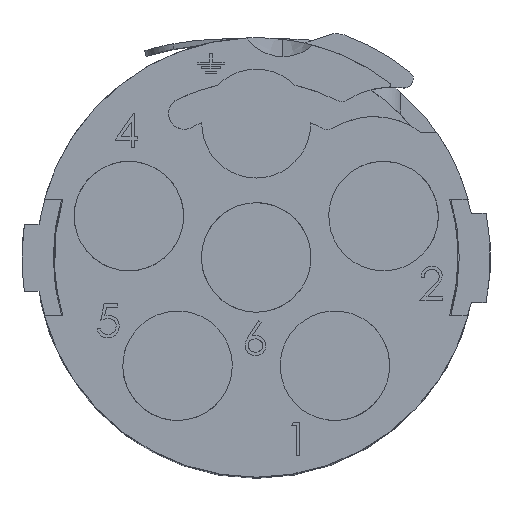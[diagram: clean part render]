
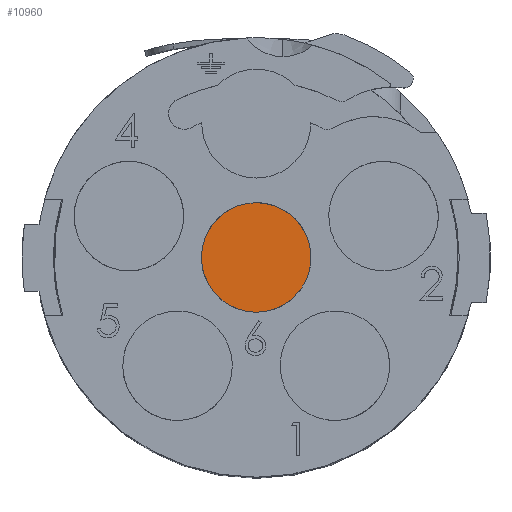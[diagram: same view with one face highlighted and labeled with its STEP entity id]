
A CAD part, top view. The second image highlights one B-rep face of the part: STEP entity #10960.
In plain terms, the highlighted planar face has unit normal (0, 0, 1).
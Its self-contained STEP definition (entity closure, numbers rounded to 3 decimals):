
#10222=AXIS2_PLACEMENT_3D('Circle Axis2P3D',#10220,#10221,$) ;
#10954=AXIS2_PLACEMENT_3D('Plane Axis2P3D',#10951,#10952,#10953) ;
#10217=CARTESIAN_POINT('Vertex',(10.5,12.304,30.)) ;
#10220=CARTESIAN_POINT('Axis2P3D Location',(10.5,9.849,30.)) ;
#10224=CARTESIAN_POINT('Vertex',(10.5,7.395,30.)) ;
#10245=CARTESIAN_POINT('Control Point',(10.5,12.304,30.)) ;
#10246=CARTESIAN_POINT('Control Point',(9.729,12.304,30.)) ;
#10247=CARTESIAN_POINT('Control Point',(8.958,12.001,30.)) ;
#10248=CARTESIAN_POINT('Control Point',(8.348,11.392,30.)) ;
#10249=CARTESIAN_POINT('Control Point',(7.742,9.849,30.)) ;
#10250=CARTESIAN_POINT('Control Point',(8.348,8.307,30.)) ;
#10251=CARTESIAN_POINT('Control Point',(8.958,7.698,30.)) ;
#10252=CARTESIAN_POINT('Control Point',(9.729,7.395,30.)) ;
#10253=CARTESIAN_POINT('Control Point',(10.5,7.395,30.)) ;
#10951=CARTESIAN_POINT('Axis2P3D Location',(19.6,9.849,30.)) ;
#10221=DIRECTION('Axis2P3D Direction',(-0.,0.,1.)) ;
#10952=DIRECTION('Axis2P3D Direction',(-0.,0.,1.)) ;
#10953=DIRECTION('Axis2P3D XDirection',(0.,-1.,0.)) ;
#10957=ORIENTED_EDGE('',*,*,#10226,.T.) ;
#10958=ORIENTED_EDGE('',*,*,#10254,.T.) ;
#10960=ADVANCED_FACE('Hauptkoerper',(#10959),#10955,.T.) ;
#10244=B_SPLINE_CURVE_WITH_KNOTS('',5,(#10245,#10246,#10247,#10248,#10249,#10250,#10251,#10252,#10253),.UNSPECIFIED.,.F.,.U.,(6,3,6),(-3.856,0.,3.856),.UNSPECIFIED.) ;
#10223=CIRCLE('generated circle',#10222,2.455) ;
#10226=EDGE_CURVE('',#10225,#10218,#10223,.T.) ;
#10254=EDGE_CURVE('',#10218,#10225,#10244,.T.) ;
#10956=EDGE_LOOP('',(#10957,#10958)) ;
#10959=FACE_OUTER_BOUND('',#10956,.T.) ;
#10955=PLANE('',#10954) ;
#10218=VERTEX_POINT('',#10217) ;
#10225=VERTEX_POINT('',#10224) ;
